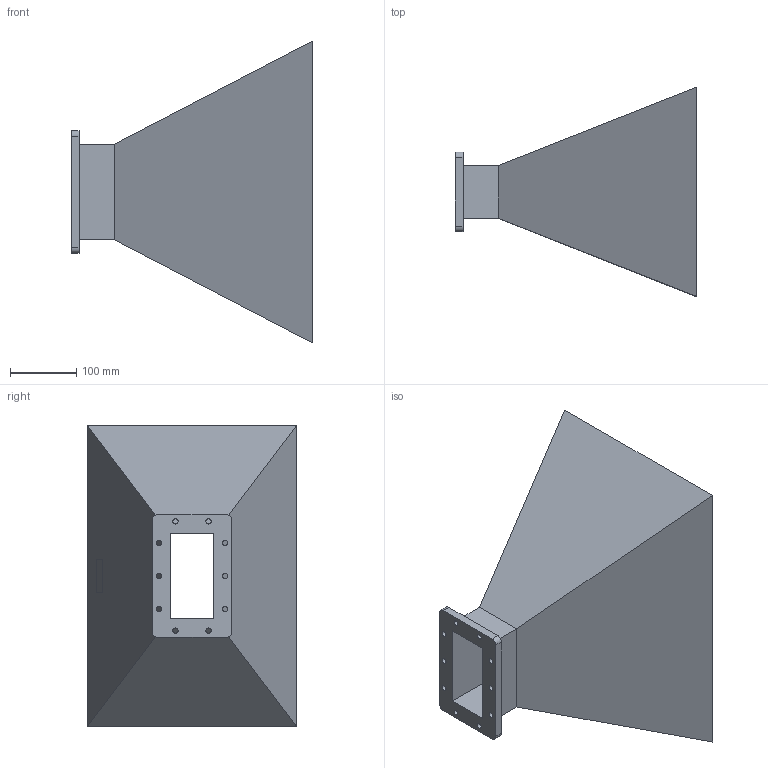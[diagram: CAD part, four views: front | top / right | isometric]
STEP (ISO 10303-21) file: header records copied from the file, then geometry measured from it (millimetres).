
FILE_DESCRIPTION (( 'STEP AP214' ), '1' );
FILE_NAME ('FMWAN510-15_3D.step', '2023-04-24T18:08:45', ( '' ), ( '' ), 'SwSTEP 2.0', 'SolidWorks 2022', '' );
FILE_SCHEMA (( 'AUTOMOTIVE_DESIGN' ));
Length unit declared in the file: inch
Products named in the file (1): FMWAN510-15_3D
Bounding box: 365 x 316 x 456 mm (x, y, z)
Volume: 2698972.5 mm3; surface area: 727940.9 mm2
Topology: 1 solids, 1 shells, 52 faces, 140 edges, 92 vertices
Faces by surface type: plane 28, cylinder 24
Entity records: 1724 total; most frequent: DIRECTION 294, CARTESIAN_POINT 285, ORIENTED_EDGE 280, EDGE_CURVE 140, AXIS2_PLACEMENT_3D 101, VERTEX_POINT 92, LINE 92, VECTOR 92
